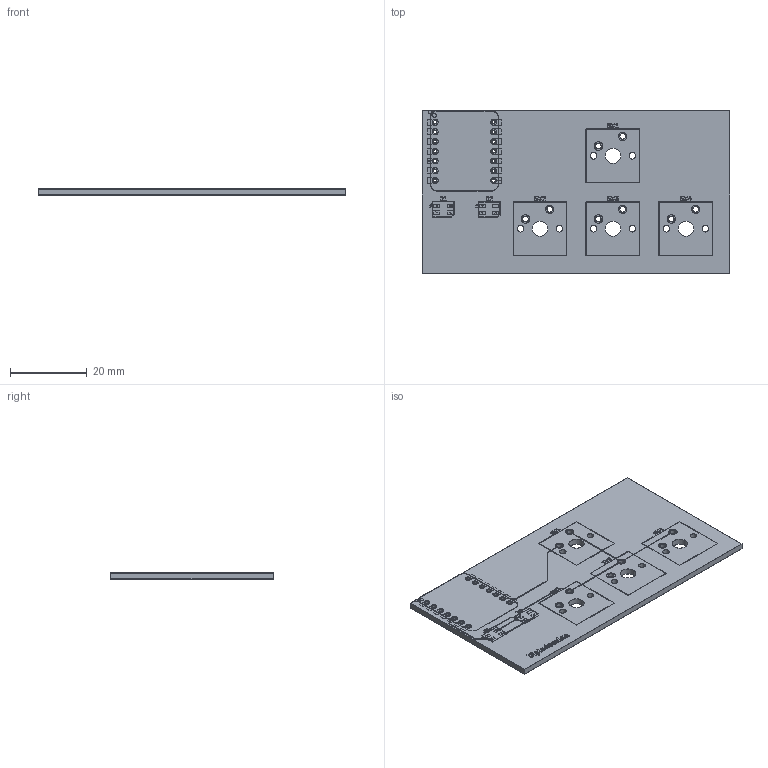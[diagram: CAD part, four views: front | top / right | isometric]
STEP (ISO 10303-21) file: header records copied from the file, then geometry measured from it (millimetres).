
FILE_DESCRIPTION(('KiCad electronic assembly'),'2;1');
FILE_NAME('Macropad.step','2026-01-27T12:25:20',('Pcbnew'),('Kicad'), 'Open CASCADE STEP processor 7.9','KiCad to STEP converter','Unknown' );
FILE_SCHEMA(('AUTOMOTIVE_DESIGN { 1 0 10303 214 1 1 1 1 }'));
Length unit declared in the file: millimetre
Products named in the file (6): Macropad 1; Macropad_copper; Macropad_pad; Macropad_silkscreen; Macropad_soldermask; Macropad_PCB
Assembly tree (5 placements, depth 2):
  Macropad 1
    Macropad_copper
    Macropad_pad
    Macropad_silkscreen
    Macropad_soldermask
    Macropad_PCB
Bounding box: 80.22 x 42.38 x 1.64 mm (x, y, z)
Volume: 5006.3 mm3; surface area: 14466.5 mm2
Topology: 113 solids, 142 shells, 1057 faces, 3118 edges, 2316 vertices
Faces by surface type: plane 753, cylinder 304
Full cylindrical faces by diameter (mm): 0.839 x42, 0.889 x28, 1.45 x24, 1.5 x16, 1.524 x28, 1.7 x8, 2.2 x16, 4 x4
Entity records: 37097 total; most frequent: CARTESIAN_POINT 6497, DIRECTION 6097, ORIENTED_EDGE 5524, EDGE_CURVE 3118, VERTEX_POINT 2316, LINE 2265, VECTOR 2265, AXIS2_PLACEMENT_3D 1916
